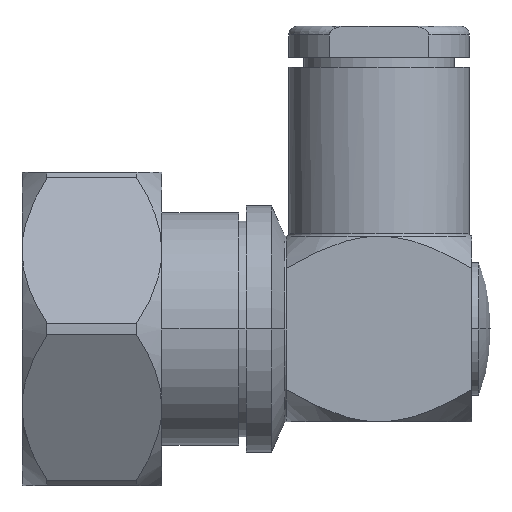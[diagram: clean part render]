
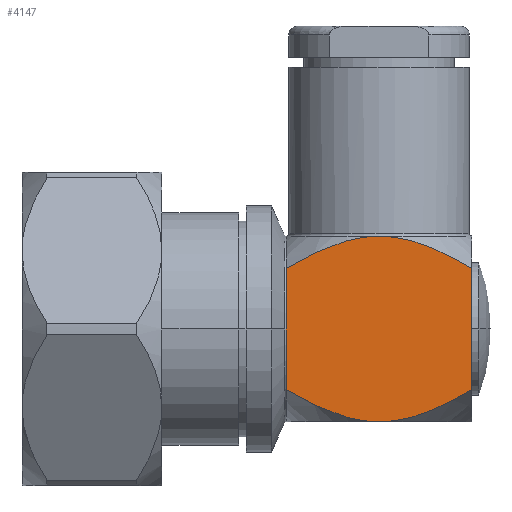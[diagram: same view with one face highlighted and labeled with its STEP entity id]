
A CAD part, front view. The second image highlights one B-rep face of the part: STEP entity #4147.
In plain terms, the highlighted planar face has unit normal (0, -1, 0).
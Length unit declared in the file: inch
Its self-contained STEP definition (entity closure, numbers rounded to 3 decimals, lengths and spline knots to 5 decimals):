
#166 = CARTESIAN_POINT ( 'NONE',  ( 1.43533, -0.37323, 0.37323 ) ) ;
#206 = CARTESIAN_POINT ( 'NONE',  ( 1.30277, -0.37323, 0.35512 ) ) ;
#262 = CARTESIAN_POINT ( 'NONE',  ( 1.69119, -0.37323, 0.30722 ) ) ;
#287 = CARTESIAN_POINT ( 'NONE',  ( 1.61457, -0.37323, 0.33918 ) ) ;
#390 = CARTESIAN_POINT ( 'NONE',  ( 1.06233, -0.37323, 0.37323 ) ) ;
#628 = CARTESIAN_POINT ( 'NONE',  ( 1.80833, -0.37323, 0.37323 ) ) ;
#641 = CARTESIAN_POINT ( 'NONE',  ( 1.091, -0.37323, 0.26065 ) ) ;
#668 = VERTEX_POINT ( 'NONE', #4216 ) ;
#706 = B_SPLINE_CURVE_WITH_KNOTS ( 'NONE', 3,
 ( #1867, #3142, #1370, #5046, #4081, #1844, #2241, #5406, #3202, #5446, #2260, #4978 ),
 .UNSPECIFIED., .F., .F.,
 ( 4, 2, 2, 2, 2, 4 ),
 ( 0.02521, 0.02773, 0.03025, 0.03278, 0.03404, 0.0353 ),
 .UNSPECIFIED. ) ;
#707 = ORIENTED_EDGE ( 'NONE', *, *, #4491, .T. ) ;
#747 = CARTESIAN_POINT ( 'NONE',  ( 1.50147, -0.37323, 0.36946 ) ) ;
#783 = PLANE ( 'NONE',  #2778 ) ;
#784 = EDGE_CURVE ( 'NONE', #786, #3240, #970, .T. ) ;
#786 = VERTEX_POINT ( 'NONE', #4295 ) ;
#970 = B_SPLINE_CURVE_WITH_KNOTS ( 'NONE', 3,
 ( #5254, #1649, #4787, #4747, #2506, #2968, #4729, #2560, #2101, #2124, #3427, #2542 ),
 .UNSPECIFIED., .F., .F.,
 ( 4, 2, 2, 2, 2, 4 ),
 ( 0.0353, 0.03656, 0.03782, 0.04035, 0.04287, 0.04539 ),
 .UNSPECIFIED. ) ;
#1093 = CARTESIAN_POINT ( 'NONE',  ( 1.17952, -0.37323, 0.30725 ) ) ;
#1147 = CARTESIAN_POINT ( 'NONE',  ( 1.40194, -0.37323, 0.37229 ) ) ;
#1221 = CARTESIAN_POINT ( 'NONE',  ( 1.06233, -0.37323, 0.37323 ) ) ;
#1341 = ORIENTED_EDGE ( 'NONE', *, *, #4379, .T. ) ;
#1370 = CARTESIAN_POINT ( 'NONE',  ( 1.75053, -0.37323, -0.27697 ) ) ;
#1396 = VECTOR ( 'NONE', #3175, 39.37008 ) ;
#1620 = CARTESIAN_POINT ( 'NONE',  ( 1.41866, -0.37323, 0.37323 ) ) ;
#1649 = CARTESIAN_POINT ( 'NONE',  ( 1.41875, -0.37323, -0.37323 ) ) ;
#1726 = EDGE_CURVE ( 'NONE', #4122, #5103, #3376, .T. ) ;
#1844 = CARTESIAN_POINT ( 'NONE',  ( 1.59907, -0.37323, -0.34519 ) ) ;
#1867 = CARTESIAN_POINT ( 'NONE',  ( 1.80833, -0.37323, -0.24365 ) ) ;
#1976 = DIRECTION ( 'NONE',  ( 0., 0., -1. ) ) ;
#2012 = B_SPLINE_CURVE_WITH_KNOTS ( 'NONE', 3,
 ( #3031, #2994, #4300, #262, #5220, #287, #4797, #2128, #2492, #747, #2957, #2516 ),
 .UNSPECIFIED., .F., .F.,
 ( 4, 2, 2, 2, 2, 4 ),
 ( 0.0312, 0.03373, 0.03626, 0.03753, 0.03879, 0.04132 ),
 .UNSPECIFIED. ) ;
#2101 = CARTESIAN_POINT ( 'NONE',  ( 1.17947, -0.37323, -0.30723 ) ) ;
#2124 = CARTESIAN_POINT ( 'NONE',  ( 1.11995, -0.37323, -0.27688 ) ) ;
#2128 = CARTESIAN_POINT ( 'NONE',  ( 1.56693, -0.37323, 0.35457 ) ) ;
#2241 = CARTESIAN_POINT ( 'NONE',  ( 1.56739, -0.37323, -0.35527 ) ) ;
#2260 = CARTESIAN_POINT ( 'NONE',  ( 1.45191, -0.37323, -0.37323 ) ) ;
#2296 = ORIENTED_EDGE ( 'NONE', *, *, #5262, .T. ) ;
#2316 = VERTEX_POINT ( 'NONE', #3331 ) ;
#2457 = CARTESIAN_POINT ( 'NONE',  ( 1.36838, -0.37323, 0.36854 ) ) ;
#2492 = CARTESIAN_POINT ( 'NONE',  ( 1.55061, -0.37323, 0.3589 ) ) ;
#2498 = CARTESIAN_POINT ( 'NONE',  ( 1.35169, -0.37323, 0.36574 ) ) ;
#2506 = CARTESIAN_POINT ( 'NONE',  ( 1.35224, -0.37323, -0.36584 ) ) ;
#2516 = CARTESIAN_POINT ( 'NONE',  ( 1.43533, -0.37323, 0.37323 ) ) ;
#2542 = CARTESIAN_POINT ( 'NONE',  ( 1.06233, -0.37323, -0.24365 ) ) ;
#2560 = CARTESIAN_POINT ( 'NONE',  ( 1.20979, -0.37323, -0.32122 ) ) ;
#2722 = LINE ( 'NONE', #1221, #5705 ) ;
#2778 = AXIS2_PLACEMENT_3D ( 'NONE', #390, #4436, #3531 ) ;
#2916 = CARTESIAN_POINT ( 'NONE',  ( 1.12022, -0.37323, 0.27702 ) ) ;
#2957 = CARTESIAN_POINT ( 'NONE',  ( 1.46852, -0.37323, 0.37323 ) ) ;
#2968 = CARTESIAN_POINT ( 'NONE',  ( 1.30328, -0.37323, -0.35526 ) ) ;
#2994 = CARTESIAN_POINT ( 'NONE',  ( 1.77961, -0.37323, 0.26068 ) ) ;
#3031 = CARTESIAN_POINT ( 'NONE',  ( 1.80833, -0.37323, 0.24365 ) ) ;
#3049 = CARTESIAN_POINT ( 'NONE',  ( 1.43533, -0.37323, 0.37323 ) ) ;
#3139 = CARTESIAN_POINT ( 'NONE',  ( 1.06233, -0.37323, 0.37323 ) ) ;
#3142 = CARTESIAN_POINT ( 'NONE',  ( 1.77972, -0.37323, -0.26061 ) ) ;
#3175 = DIRECTION ( 'NONE',  ( 0., 0., -1. ) ) ;
#3202 = CARTESIAN_POINT ( 'NONE',  ( 1.50155, -0.37323, -0.36864 ) ) ;
#3240 = VERTEX_POINT ( 'NONE', #3358 ) ;
#3331 = CARTESIAN_POINT ( 'NONE',  ( 1.80833, -0.37323, 0.24365 ) ) ;
#3351 = VERTEX_POINT ( 'NONE', #4102 ) ;
#3358 = CARTESIAN_POINT ( 'NONE',  ( 1.06233, -0.37323, -0.24365 ) ) ;
#3376 = B_SPLINE_CURVE_WITH_KNOTS ( 'NONE', 3,
 ( #166, #1620, #1147, #2457, #2498, #206, #5625, #5190, #1093, #2916, #641, #5663 ),
 .UNSPECIFIED., .F., .F.,
 ( 4, 2, 2, 2, 2, 4 ),
 ( 0.04132, 0.04259, 0.04386, 0.0464, 0.04894, 0.05148 ),
 .UNSPECIFIED. ) ;
#3389 = LINE ( 'NONE', #3139, #1396 ) ;
#3398 = ORIENTED_EDGE ( 'NONE', *, *, #1726, .T. ) ;
#3427 = CARTESIAN_POINT ( 'NONE',  ( 1.09092, -0.37323, -0.2606 ) ) ;
#3441 = ORIENTED_EDGE ( 'NONE', *, *, #5765, .F. ) ;
#3445 = LINE ( 'NONE', #628, #5558 ) ;
#3531 = DIRECTION ( 'NONE',  ( 1., 0., 0. ) ) ;
#3751 = CARTESIAN_POINT ( 'NONE',  ( 1.06233, -0.37323, 0.24365 ) ) ;
#4081 = CARTESIAN_POINT ( 'NONE',  ( 1.66093, -0.37323, -0.32119 ) ) ;
#4102 = CARTESIAN_POINT ( 'NONE',  ( 1.80833, -0.37323, -0.24365 ) ) ;
#4122 = VERTEX_POINT ( 'NONE', #3049 ) ;
#4147 = ADVANCED_FACE ( 'NONE', ( #4854 ), #783, .T. ) ;
#4216 = CARTESIAN_POINT ( 'NONE',  ( 1.06233, -0.37323, 0. ) ) ;
#4295 = CARTESIAN_POINT ( 'NONE',  ( 1.43533, -0.37323, -0.37323 ) ) ;
#4300 = CARTESIAN_POINT ( 'NONE',  ( 1.75046, -0.37323, 0.27701 ) ) ;
#4379 = EDGE_CURVE ( 'NONE', #2316, #4122, #2012, .T. ) ;
#4436 = DIRECTION ( 'NONE',  ( 0., -1., 0. ) ) ;
#4491 = EDGE_CURVE ( 'NONE', #668, #3240, #3389, .T. ) ;
#4729 = CARTESIAN_POINT ( 'NONE',  ( 1.27167, -0.37323, -0.34522 ) ) ;
#4747 = CARTESIAN_POINT ( 'NONE',  ( 1.36892, -0.37323, -0.36861 ) ) ;
#4787 = CARTESIAN_POINT ( 'NONE',  ( 1.40216, -0.37323, -0.3723 ) ) ;
#4797 = CARTESIAN_POINT ( 'NONE',  ( 1.59887, -0.37323, 0.34471 ) ) ;
#4854 = FACE_OUTER_BOUND ( 'NONE', #5061, .T. ) ;
#4978 = CARTESIAN_POINT ( 'NONE',  ( 1.43533, -0.37323, -0.37323 ) ) ;
#5016 = ORIENTED_EDGE ( 'NONE', *, *, #5296, .F. ) ;
#5046 = CARTESIAN_POINT ( 'NONE',  ( 1.69111, -0.37323, -0.30726 ) ) ;
#5061 = EDGE_LOOP ( 'NONE', ( #2296, #707, #5421, #5016, #3441, #1341, #3398 ) ) ;
#5103 = VERTEX_POINT ( 'NONE', #3751 ) ;
#5190 = CARTESIAN_POINT ( 'NONE',  ( 1.20962, -0.37323, 0.32114 ) ) ;
#5220 = CARTESIAN_POINT ( 'NONE',  ( 1.66104, -0.37323, 0.32114 ) ) ;
#5254 = CARTESIAN_POINT ( 'NONE',  ( 1.43533, -0.37323, -0.37323 ) ) ;
#5262 = EDGE_CURVE ( 'NONE', #5103, #668, #2722, .T. ) ;
#5296 = EDGE_CURVE ( 'NONE', #3351, #786, #706, .T. ) ;
#5406 = CARTESIAN_POINT ( 'NONE',  ( 1.51812, -0.37323, -0.36589 ) ) ;
#5421 = ORIENTED_EDGE ( 'NONE', *, *, #784, .F. ) ;
#5446 = CARTESIAN_POINT ( 'NONE',  ( 1.46847, -0.37323, -0.3723 ) ) ;
#5558 = VECTOR ( 'NONE', #1976, 39.37008 ) ;
#5625 = CARTESIAN_POINT ( 'NONE',  ( 1.27125, -0.37323, 0.34507 ) ) ;
#5663 = CARTESIAN_POINT ( 'NONE',  ( 1.06233, -0.37323, 0.24365 ) ) ;
#5705 = VECTOR ( 'NONE', #5862, 39.37008 ) ;
#5765 = EDGE_CURVE ( 'NONE', #2316, #3351, #3445, .T. ) ;
#5862 = DIRECTION ( 'NONE',  ( 0., 0., -1. ) ) ;
